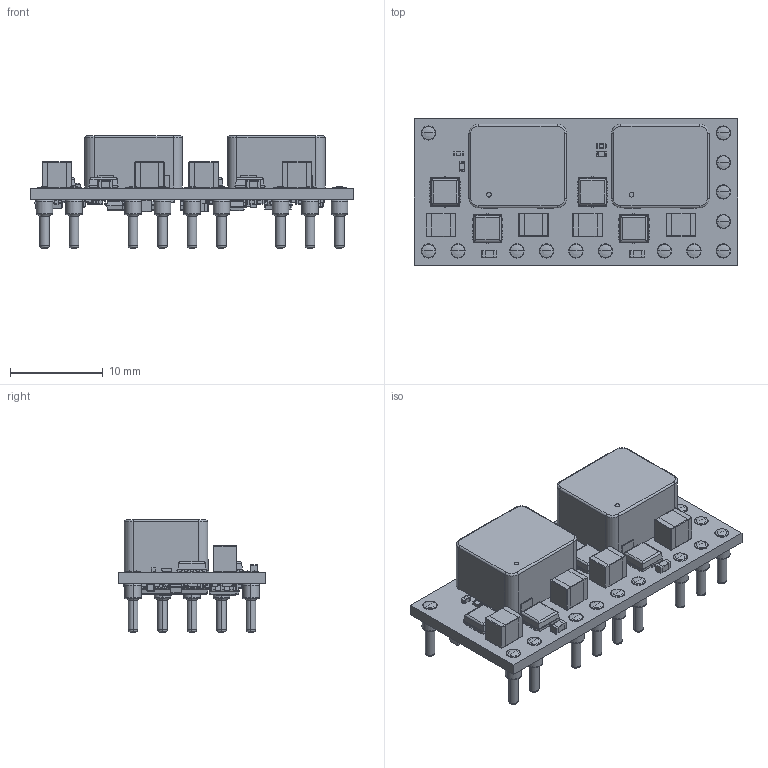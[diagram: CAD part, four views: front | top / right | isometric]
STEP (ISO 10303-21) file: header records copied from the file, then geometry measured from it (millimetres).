
FILE_DESCRIPTION((''),'2;1');
FILE_NAME('ECP0014A_ASM','2025-01-08T12:41:09',('a0412086'),(''),'CREO PARAMETRIC BY PTC INC, 2018500','CREO PARAMETRIC BY PTC INC, 2018500','');
FILE_SCHEMA(('CONFIG_CONTROL_DESIGN','SHAPE_APPEARANCE_LAYERS_GROUPS'));
Length unit declared in the file: millimetre
Products named in the file (53): PCB; PIN; PIN_SOLDER; Q50X_FRAME; Q50X_MOLD; Q50X_ASM; CAP_1210_BODY; CAP_1210_TERMINAL; CAP_1210_ASM; FC_IND_PINS; FC_IND_BODY; FC_IND_ASM; CAP_0603_BODY; CAP_0603_TERMINAL; CAP_0603_ASM; CAP_0402_BODY; CAP_0402_TERMINAL; CAP_0402_ASM; RES-0402_BODY; RES-0402-TREM; RES-0402-LID; RES-0402_ASM; DBT0030A_BODY; DBT0030A_LEAD; DBT0030A_ASM; DGK0008A_BODY; DGK0008A_LEAD; DGK0008A_ASM; DRB0008A_BODY; DRB0008A_FRAME; DRB0008A_ASM; DBZ0003A_BODY-SOT; DBZ0003A_LEAD-SOT; DBZ0003A_ASM; DBV0005A_BODY; DBV0005A_LEAD; DBV0005A_ASM; SC75_3PIN_BODY; SC75_3PIN_LEAD; SC75_3PIN_ASM ...
Assembly tree (200 placements, depth 4):
  ECP0014A_ASM
    PCB
    PIN  x14
    PIN_SOLDER  x14
    Q50X_ASM  x4
      Q50X_FRAME
      Q50X_MOLD
    CAP_1210_ASM  x4
      CAP_1210_BODY
      CAP_1210_TERMINAL
    FC_IND_ASM  x2
      FC_IND_PINS
      FC_IND_BODY
    CAP_0603_ASM  x6
      CAP_0603_BODY
      CAP_0603_TERMINAL
    CAP_0402_ASM  x22
      CAP_0402_BODY
      CAP_0402_TERMINAL
    RES-0402_ASM  x34
      RES-0402_BODY
      RES-0402-TREM
      RES-0402-LID
    DBT0030A_ASM
      DBT0030A_BODY
      DBT0030A_LEAD  x30
    DGK0008A_ASM
      DGK0008A_BODY
      DGK0008A_LEAD  x8
    DRB0008A_ASM
      DRB0008A_BODY
      DRB0008A_FRAME
    DBZ0003A_ASM
      DBZ0003A_BODY-SOT
      DBZ0003A_LEAD-SOT  x3
    DBV0005A_ASM  x2
      DBV0005A_BODY
      DBV0005A_LEAD
    SC75_3PIN_ASM
      SC75_3PIN_BODY
      SC75_3PIN_LEAD  x3
    SD103AWS_ASM  x2
      SD103AWS_BAT54WS_ASM
        SD103AWS_PIN1
        SD103AWS_PIN2
        SD103AWS_MOLD
    CAP_0805_ASM  x2
      CAP_0805_BODY
      CAP_0805_TERMINAL
    RES-0603_ASM  x4
      RES-0603_BODY
      RES-0603-TREM
      RES-0603-LID
Bounding box: 34.8 x 15.75 x 12.06 mm (x, y, z)
Volume: 2054.7 mm3; surface area: 3654.4 mm2
Topology: 391 solids, 391 shells, 5216 faces, 12022 edges, 7610 vertices
Faces by surface type: plane 3488, cylinder 1192, sphere 332, torus 204
Entity records: 32130 total; most frequent: CARTESIAN_POINT 4709, DIRECTION 4478, ORIENTED_EDGE 3816, PRESENTATION_STYLE_ASSIGNMENT 1985, STYLED_ITEM 1958, CURVE_STYLE 1908, EDGE_CURVE 1908, AXIS2_PLACEMENT_3D 1519
